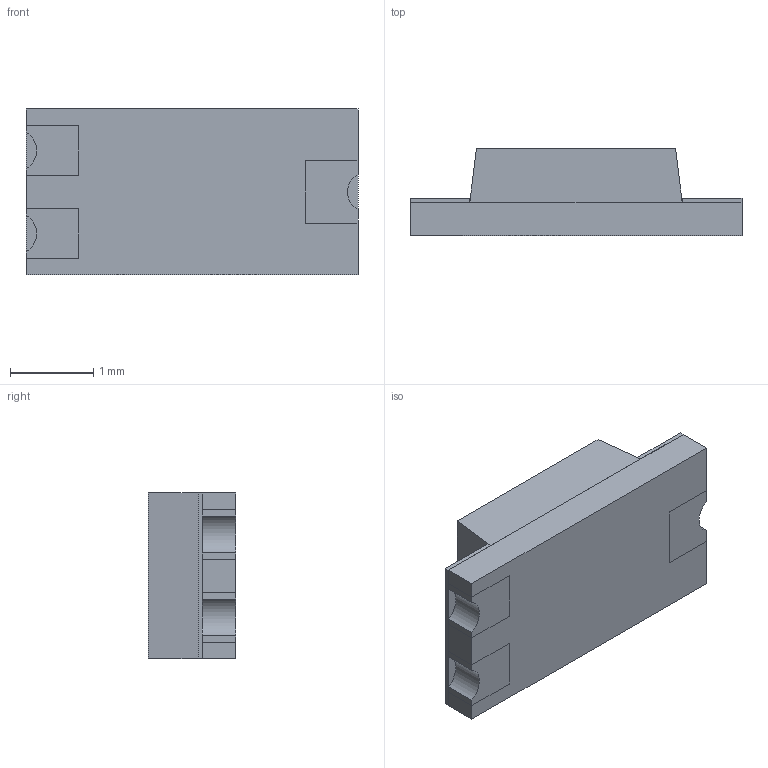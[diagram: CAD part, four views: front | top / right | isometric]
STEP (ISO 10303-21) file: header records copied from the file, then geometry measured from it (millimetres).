
FILE_DESCRIPTION (( 'STEP AP214' ), '1' );
FILE_NAME ('TEMT6000X01.STEP', '2021-08-24T12:57:10', ( '' ), ( '' ), 'SwSTEP 2.0', 'SolidWorks 2018', '' );
FILE_SCHEMA (( 'AUTOMOTIVE_DESIGN' ));
Length unit declared in the file: millimetre
Products named in the file (1): TEMT6000X01
Bounding box: 4 x 1.05 x 2 mm (x, y, z)
Volume: 6.7 mm3; surface area: 52.2 mm2
Topology: 11 solids, 11 shells, 112 faces, 270 edges, 180 vertices
Faces by surface type: plane 109, cylinder 3
Entity records: 4039 total; most frequent: CARTESIAN_POINT 563, ORIENTED_EDGE 540, DIRECTION 502, EDGE_CURVE 270, VECTOR 264, LINE 264, VERTEX_POINT 180, AXIS2_PLACEMENT_3D 119
